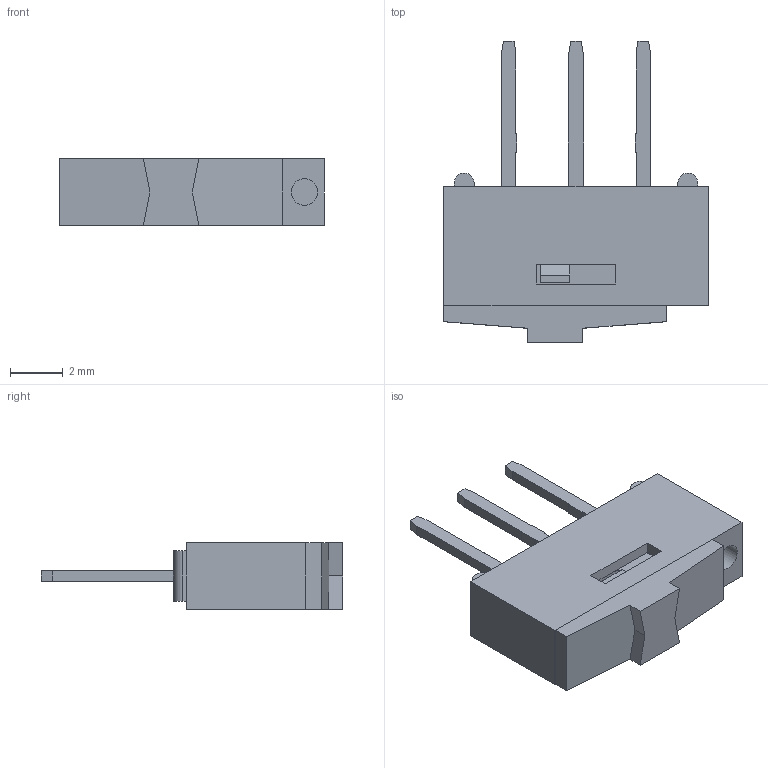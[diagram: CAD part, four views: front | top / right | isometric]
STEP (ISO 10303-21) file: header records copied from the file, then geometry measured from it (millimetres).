
FILE_DESCRIPTION(/* description */ (''),/* implementation_level */ '2;1');
FILE_NAME(/* name */ 'EGJ1210AAT1.stp',/* time_stamp */ '2024-06-13T14:52:56-05:00',/* author */ ('jsteinblock'),/* organization */ (''),/* preprocessor_version */ 'ST-DEVELOPER v18.1',/* originating_system */ 'Autodesk Inventor 2022',/* authorisation */ '');
FILE_SCHEMA (('AUTOMOTIVE_DESIGN { 1 0 10303 214 3 1 1 }'));
Length unit declared in the file: inch
Products named in the file (1): EGJ1210AAT1
Bounding box: 10 x 11.4 x 2.5 mm (x, y, z)
Volume: 99.2 mm3; surface area: 340.6 mm2
Topology: 1 solids, 1 shells, 105 faces, 269 edges, 178 vertices
Faces by surface type: plane 100, cylinder 5
Full cylindrical faces by diameter (mm): 1 x1
Entity records: 3168 total; most frequent: CARTESIAN_POINT 553, ORIENTED_EDGE 538, DIRECTION 491, EDGE_CURVE 269, LINE 259, VECTOR 259, VERTEX_POINT 178, EDGE_LOOP 119
